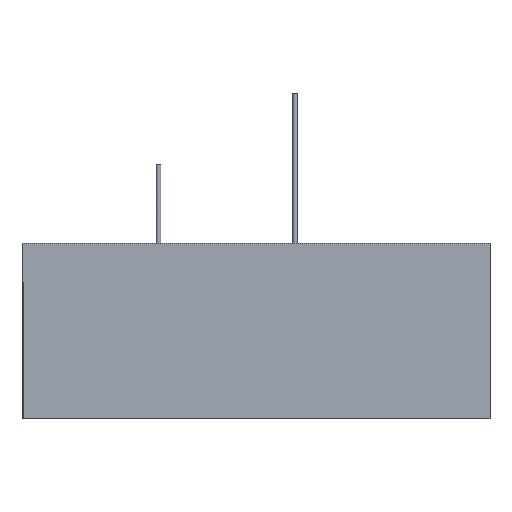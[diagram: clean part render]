
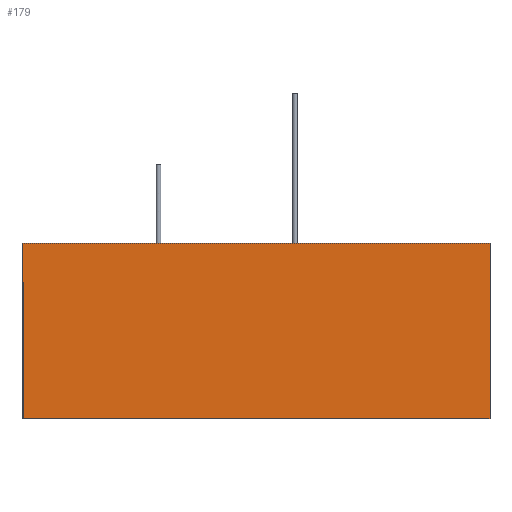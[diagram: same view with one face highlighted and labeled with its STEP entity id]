
A CAD part, front view. The second image highlights one B-rep face of the part: STEP entity #179.
In plain terms, the highlighted planar face has unit normal (0, -1, 0).
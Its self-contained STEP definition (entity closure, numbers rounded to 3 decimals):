
#63 = EDGE_CURVE('',#64,#66,#68,.T.);
#64 = VERTEX_POINT('',#65);
#65 = CARTESIAN_POINT('',(1219.2,0.,0.));
#66 = VERTEX_POINT('',#67);
#67 = CARTESIAN_POINT('',(1219.2,0.,457.2));
#68 = SURFACE_CURVE('',#69,(#73,#85),.PCURVE_S1.);
#69 = LINE('',#70,#71);
#70 = CARTESIAN_POINT('',(1219.2,0.,0.));
#71 = VECTOR('',#72,1.);
#72 = DIRECTION('',(0.,0.,1.));
#73 = PCURVE('',#74,#79);
#74 = PLANE('',#75);
#75 = AXIS2_PLACEMENT_3D('',#76,#77,#78);
#76 = CARTESIAN_POINT('',(1219.2,0.,0.));
#77 = DIRECTION('',(1.,0.,0.));
#78 = DIRECTION('',(0.,0.,1.));
#79 = DEFINITIONAL_REPRESENTATION('',(#80),#84);
#80 = LINE('',#81,#82);
#81 = CARTESIAN_POINT('',(0.,0.));
#82 = VECTOR('',#83,1.);
#83 = DIRECTION('',(1.,0.));
#84 = ( GEOMETRIC_REPRESENTATION_CONTEXT(2) 
PARAMETRIC_REPRESENTATION_CONTEXT() REPRESENTATION_CONTEXT('2D SPACE',''
  ) );
#85 = PCURVE('',#86,#91);
#86 = PLANE('',#87);
#87 = AXIS2_PLACEMENT_3D('',#88,#89,#90);
#88 = CARTESIAN_POINT('',(0.,0.,0.));
#89 = DIRECTION('',(0.,1.,0.));
#90 = DIRECTION('',(0.,0.,1.));
#91 = DEFINITIONAL_REPRESENTATION('',(#92),#96);
#92 = LINE('',#93,#94);
#93 = CARTESIAN_POINT('',(0.,1219.2));
#94 = VECTOR('',#95,1.);
#95 = DIRECTION('',(1.,0.));
#96 = ( GEOMETRIC_REPRESENTATION_CONTEXT(2) 
PARAMETRIC_REPRESENTATION_CONTEXT() REPRESENTATION_CONTEXT('2D SPACE',''
  ) );
#114 = PLANE('',#115);
#115 = AXIS2_PLACEMENT_3D('',#116,#117,#118);
#116 = CARTESIAN_POINT('',(0.,0.,0.));
#117 = DIRECTION('',(0.,0.,1.));
#118 = DIRECTION('',(1.,0.,0.));
#168 = PLANE('',#169);
#169 = AXIS2_PLACEMENT_3D('',#170,#171,#172);
#170 = CARTESIAN_POINT('',(0.,0.,457.2));
#171 = DIRECTION('',(0.,0.,1.));
#172 = DIRECTION('',(1.,0.,0.));
#179 = ADVANCED_FACE('',(#180),#86,.F.);
#180 = FACE_BOUND('',#181,.F.);
#181 = EDGE_LOOP('',(#182,#205,#231,#257,#285,#306));
#182 = ORIENTED_EDGE('',*,*,#183,.F.);
#183 = EDGE_CURVE('',#184,#64,#186,.T.);
#184 = VERTEX_POINT('',#185);
#185 = CARTESIAN_POINT('',(3.175,0.,0.));
#186 = SURFACE_CURVE('',#187,(#191,#198),.PCURVE_S1.);
#187 = LINE('',#188,#189);
#188 = CARTESIAN_POINT('',(0.,0.,0.));
#189 = VECTOR('',#190,1.);
#190 = DIRECTION('',(1.,0.,0.));
#191 = PCURVE('',#86,#192);
#192 = DEFINITIONAL_REPRESENTATION('',(#193),#197);
#193 = LINE('',#194,#195);
#194 = CARTESIAN_POINT('',(0.,0.));
#195 = VECTOR('',#196,1.);
#196 = DIRECTION('',(0.,1.));
#197 = ( GEOMETRIC_REPRESENTATION_CONTEXT(2) 
PARAMETRIC_REPRESENTATION_CONTEXT() REPRESENTATION_CONTEXT('2D SPACE',''
  ) );
#198 = PCURVE('',#114,#199);
#199 = DEFINITIONAL_REPRESENTATION('',(#200),#204);
#200 = LINE('',#201,#202);
#201 = CARTESIAN_POINT('',(0.,0.));
#202 = VECTOR('',#203,1.);
#203 = DIRECTION('',(1.,0.));
#204 = ( GEOMETRIC_REPRESENTATION_CONTEXT(2) 
PARAMETRIC_REPRESENTATION_CONTEXT() REPRESENTATION_CONTEXT('2D SPACE',''
  ) );
#205 = ORIENTED_EDGE('',*,*,#206,.T.);
#206 = EDGE_CURVE('',#184,#207,#209,.T.);
#207 = VERTEX_POINT('',#208);
#208 = CARTESIAN_POINT('',(3.175,0.,355.6));
#209 = SURFACE_CURVE('',#210,(#214,#220),.PCURVE_S1.);
#210 = LINE('',#211,#212);
#211 = CARTESIAN_POINT('',(3.175,0.,88.9));
#212 = VECTOR('',#213,1.);
#213 = DIRECTION('',(0.,0.,1.));
#214 = PCURVE('',#86,#215);
#215 = DEFINITIONAL_REPRESENTATION('',(#216),#219);
#216 = B_SPLINE_CURVE_WITH_KNOTS('',1,(#217,#218),.UNSPECIFIED.,.F.,.F.,
  (2,2),(-88.9,266.7),.PIECEWISE_BEZIER_KNOTS.);
#217 = CARTESIAN_POINT('',(0.,3.175));
#218 = CARTESIAN_POINT('',(355.6,3.175));
#219 = ( GEOMETRIC_REPRESENTATION_CONTEXT(2) 
PARAMETRIC_REPRESENTATION_CONTEXT() REPRESENTATION_CONTEXT('2D SPACE',''
  ) );
#220 = PCURVE('',#221,#226);
#221 = PLANE('',#222);
#222 = AXIS2_PLACEMENT_3D('',#223,#224,#225);
#223 = CARTESIAN_POINT('',(3.175,0.,177.8));
#224 = DIRECTION('',(-1.,-0.,-0.));
#225 = DIRECTION('',(0.,0.,-1.));
#226 = DEFINITIONAL_REPRESENTATION('',(#227),#230);
#227 = B_SPLINE_CURVE_WITH_KNOTS('',1,(#228,#229),.UNSPECIFIED.,.F.,.F.,
  (2,2),(-88.9,266.7),.PIECEWISE_BEZIER_KNOTS.);
#228 = CARTESIAN_POINT('',(177.8,0.));
#229 = CARTESIAN_POINT('',(-177.8,0.));
#230 = ( GEOMETRIC_REPRESENTATION_CONTEXT(2) 
PARAMETRIC_REPRESENTATION_CONTEXT() REPRESENTATION_CONTEXT('2D SPACE',''
  ) );
#231 = ORIENTED_EDGE('',*,*,#232,.F.);
#232 = EDGE_CURVE('',#233,#207,#235,.T.);
#233 = VERTEX_POINT('',#234);
#234 = CARTESIAN_POINT('',(0.,0.,355.6));
#235 = SURFACE_CURVE('',#236,(#240,#246),.PCURVE_S1.);
#236 = LINE('',#237,#238);
#237 = CARTESIAN_POINT('',(0.,0.,355.6));
#238 = VECTOR('',#239,1.);
#239 = DIRECTION('',(1.,0.,-0.));
#240 = PCURVE('',#86,#241);
#241 = DEFINITIONAL_REPRESENTATION('',(#242),#245);
#242 = B_SPLINE_CURVE_WITH_KNOTS('',1,(#243,#244),.UNSPECIFIED.,.F.,.F.,
  (2,2),(0.,3.175),.PIECEWISE_BEZIER_KNOTS.);
#243 = CARTESIAN_POINT('',(355.6,0.));
#244 = CARTESIAN_POINT('',(355.6,3.175));
#245 = ( GEOMETRIC_REPRESENTATION_CONTEXT(2) 
PARAMETRIC_REPRESENTATION_CONTEXT() REPRESENTATION_CONTEXT('2D SPACE',''
  ) );
#246 = PCURVE('',#247,#252);
#247 = PLANE('',#248);
#248 = AXIS2_PLACEMENT_3D('',#249,#250,#251);
#249 = CARTESIAN_POINT('',(0.,-254.,355.6));
#250 = DIRECTION('',(0.,-0.,1.));
#251 = DIRECTION('',(0.,1.,0.));
#252 = DEFINITIONAL_REPRESENTATION('',(#253),#256);
#253 = B_SPLINE_CURVE_WITH_KNOTS('',1,(#254,#255),.UNSPECIFIED.,.F.,.F.,
  (2,2),(0.,3.175),.PIECEWISE_BEZIER_KNOTS.);
#254 = CARTESIAN_POINT('',(254.,0.));
#255 = CARTESIAN_POINT('',(254.,-3.175));
#256 = ( GEOMETRIC_REPRESENTATION_CONTEXT(2) 
PARAMETRIC_REPRESENTATION_CONTEXT() REPRESENTATION_CONTEXT('2D SPACE',''
  ) );
#257 = ORIENTED_EDGE('',*,*,#258,.T.);
#258 = EDGE_CURVE('',#233,#259,#261,.T.);
#259 = VERTEX_POINT('',#260);
#260 = CARTESIAN_POINT('',(0.,0.,457.2));
#261 = SURFACE_CURVE('',#262,(#266,#273),.PCURVE_S1.);
#262 = LINE('',#263,#264);
#263 = CARTESIAN_POINT('',(0.,0.,0.));
#264 = VECTOR('',#265,1.);
#265 = DIRECTION('',(0.,0.,1.));
#266 = PCURVE('',#86,#267);
#267 = DEFINITIONAL_REPRESENTATION('',(#268),#272);
#268 = LINE('',#269,#270);
#269 = CARTESIAN_POINT('',(0.,0.));
#270 = VECTOR('',#271,1.);
#271 = DIRECTION('',(1.,0.));
#272 = ( GEOMETRIC_REPRESENTATION_CONTEXT(2) 
PARAMETRIC_REPRESENTATION_CONTEXT() REPRESENTATION_CONTEXT('2D SPACE',''
  ) );
#273 = PCURVE('',#274,#279);
#274 = PLANE('',#275);
#275 = AXIS2_PLACEMENT_3D('',#276,#277,#278);
#276 = CARTESIAN_POINT('',(0.,0.,0.));
#277 = DIRECTION('',(1.,0.,0.));
#278 = DIRECTION('',(0.,0.,1.));
#279 = DEFINITIONAL_REPRESENTATION('',(#280),#284);
#280 = LINE('',#281,#282);
#281 = CARTESIAN_POINT('',(0.,0.));
#282 = VECTOR('',#283,1.);
#283 = DIRECTION('',(1.,0.));
#284 = ( GEOMETRIC_REPRESENTATION_CONTEXT(2) 
PARAMETRIC_REPRESENTATION_CONTEXT() REPRESENTATION_CONTEXT('2D SPACE',''
  ) );
#285 = ORIENTED_EDGE('',*,*,#286,.T.);
#286 = EDGE_CURVE('',#259,#66,#287,.T.);
#287 = SURFACE_CURVE('',#288,(#292,#299),.PCURVE_S1.);
#288 = LINE('',#289,#290);
#289 = CARTESIAN_POINT('',(0.,0.,457.2));
#290 = VECTOR('',#291,1.);
#291 = DIRECTION('',(1.,0.,0.));
#292 = PCURVE('',#86,#293);
#293 = DEFINITIONAL_REPRESENTATION('',(#294),#298);
#294 = LINE('',#295,#296);
#295 = CARTESIAN_POINT('',(457.2,0.));
#296 = VECTOR('',#297,1.);
#297 = DIRECTION('',(0.,1.));
#298 = ( GEOMETRIC_REPRESENTATION_CONTEXT(2) 
PARAMETRIC_REPRESENTATION_CONTEXT() REPRESENTATION_CONTEXT('2D SPACE',''
  ) );
#299 = PCURVE('',#168,#300);
#300 = DEFINITIONAL_REPRESENTATION('',(#301),#305);
#301 = LINE('',#302,#303);
#302 = CARTESIAN_POINT('',(0.,0.));
#303 = VECTOR('',#304,1.);
#304 = DIRECTION('',(1.,0.));
#305 = ( GEOMETRIC_REPRESENTATION_CONTEXT(2) 
PARAMETRIC_REPRESENTATION_CONTEXT() REPRESENTATION_CONTEXT('2D SPACE',''
  ) );
#306 = ORIENTED_EDGE('',*,*,#63,.F.);
